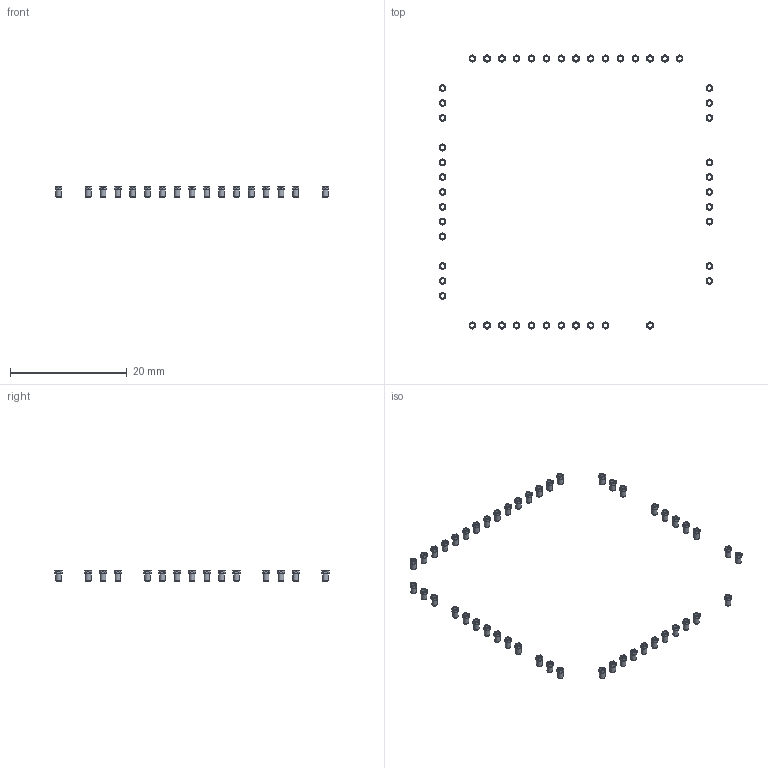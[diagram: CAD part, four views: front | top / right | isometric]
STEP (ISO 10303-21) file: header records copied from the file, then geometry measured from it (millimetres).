
FILE_DESCRIPTION(/* description */ (''),/* implementation_level */ '2;1');
FILE_NAME(/* name */ 'pentium_overdrive_interposer_socket_1.stp',/* time_stamp */ '2023-09-16T00:53:57-04:00',/* author */ (''),/* organization */ (''),/* preprocessor_version */ 'ST-DEVELOPER v15.2',/* originating_system */ 'Autodesk Translator Framework v2.0.0.5431',/* authorisation */ '');
FILE_SCHEMA (('AUTOMOTIVE_DESIGN { 1 0 10303 214 3 1 1 }'));
Length unit declared in the file: centimetre
Products named in the file (1): pentium_overdrive_interposer_socket_1
Bounding box: 46.8 x 46.94 x 1.73 mm (x, y, z)
Volume: 26.5 mm3; surface area: 517 mm2
Topology: 49 solids, 49 shells, 980 faces, 2450 edges, 1617 vertices
Faces by surface type: plane 441, cylinder 392, cone 147
Full cylindrical faces by diameter (mm): 0.787 x49, 0.965 x49
Entity records: 28003 total; most frequent: CARTESIAN_POINT 5587, DIRECTION 4706, ORIENTED_EDGE 4410, EDGE_CURVE 2205, AXIS2_PLACEMENT_3D 1912, VERTEX_POINT 1617, EDGE_LOOP 1372, FACE_OUTER_BOUND 980
